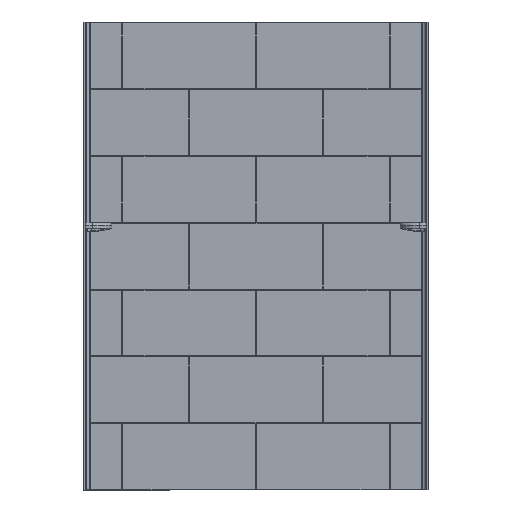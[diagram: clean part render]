
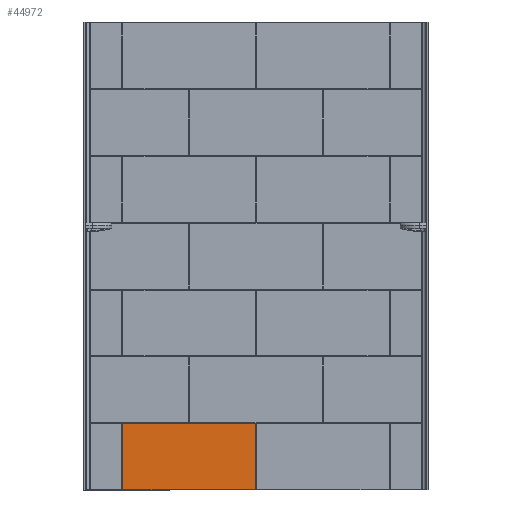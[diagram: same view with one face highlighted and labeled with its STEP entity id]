
A CAD part, top view. The second image highlights one B-rep face of the part: STEP entity #44972.
In plain terms, the highlighted planar face has unit normal (0, 0, 1).
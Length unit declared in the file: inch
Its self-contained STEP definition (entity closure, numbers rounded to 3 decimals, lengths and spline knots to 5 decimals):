
#1449 = LINE ( 'NONE', #35401, #59445 ) ;
#1807 = DIRECTION ( 'NONE',  ( 0., -1., 0. ) ) ;
#3114 = CARTESIAN_POINT ( 'NONE',  ( 36.08692, -0.08819, 0.1875 ) ) ;
#3476 = CARTESIAN_POINT ( 'NONE',  ( 36.08556, -0.09055, 0.1875 ) ) ;
#3917 = VERTEX_POINT ( 'NONE', #56714 ) ;
#5328 = CARTESIAN_POINT ( 'NONE',  ( 47.96201, -0.08478, 0.1875 ) ) ;
#5788 = CARTESIAN_POINT ( 'NONE',  ( 36.08478, -23.90636, 0.1875 ) ) ;
#5814 = PLANE ( 'NONE',  #58275 ) ;
#6146 = CARTESIAN_POINT ( 'NONE',  ( 36.08664, -23.91124, 0.1875 ) ) ;
#6863 = CARTESIAN_POINT ( 'NONE',  ( 36.08718, -23.9119, 0.1875 ) ) ;
#7017 = EDGE_LOOP ( 'NONE', ( #9225, #57821, #30904, #23276, #61036, #34060 ) ) ;
#7145 = EDGE_CURVE ( 'NONE', #42142, #64877, #1449, .T. ) ;
#7433 = CARTESIAN_POINT ( 'NONE',  ( 0., -23.91522, 0.1875 ) ) ;
#7919 = EDGE_CURVE ( 'NONE', #69508, #32549, #47176, .T. ) ;
#9225 = ORIENTED_EDGE ( 'NONE', *, *, #7919, .T. ) ;
#10625 = CARTESIAN_POINT ( 'NONE',  ( 36.08478, -0.0945, 0.1875 ) ) ;
#11317 = B_SPLINE_CURVE_WITH_KNOTS ( 'NONE', 3,
 ( #56987, #35283, #41433, #46523, #3476, #3114, #30924, #68550, #52638, #47594 ),
 .UNSPECIFIED., .F., .F.,
 ( 4, 2, 2, 2, 4 ),
 ( 0., 0.12821, 0.33333, 0.66154, 1. ),
 .UNSPECIFIED. ) ;
#11565 = CARTESIAN_POINT ( 'NONE',  ( 36.08876, -23.91336, 0.1875 ) ) ;
#11925 = CARTESIAN_POINT ( 'NONE',  ( 36.09037, -23.91433, 0.1875 ) ) ;
#12275 = CARTESIAN_POINT ( 'NONE',  ( 36.0849, -23.90723, 0.1875 ) ) ;
#12304 = CARTESIAN_POINT ( 'NONE',  ( 0., 0., 0.1875 ) ) ;
#12635 = CARTESIAN_POINT ( 'NONE',  ( 36.08919, -23.91366, 0.1875 ) ) ;
#14566 = CARTESIAN_POINT ( 'NONE',  ( 36.08478, -23.9055, 0.1875 ) ) ;
#23276 = ORIENTED_EDGE ( 'NONE', *, *, #7145, .F. ) ;
#28158 = CARTESIAN_POINT ( 'NONE',  ( 36.08567, -23.90964, 0.1875 ) ) ;
#28566 = LINE ( 'NONE', #40504, #34762 ) ;
#29456 = VECTOR ( 'NONE', #63784, 39.37008 ) ;
#29794 = DIRECTION ( 'NONE',  ( 1., 0., 0. ) ) ;
#30904 = ORIENTED_EDGE ( 'NONE', *, *, #63665, .T. ) ;
#30924 = CARTESIAN_POINT ( 'NONE',  ( 36.08813, -0.08697, 0.1875 ) ) ;
#32549 = VERTEX_POINT ( 'NONE', #14566 ) ;
#33669 = B_SPLINE_CURVE_WITH_KNOTS ( 'NONE', 3,
 ( #45528, #61070, #39739, #61421, #11925, #12635, #11565, #60712, #61769, #67562, #6863, #6146, #56011, #28158, #33936, #12275, #5788, #50232 ),
 .UNSPECIFIED., .F., .F.,
 ( 4, 2, 2, 2, 2, 2, 2, 2, 4 ),
 ( 0., 0.16923, 0.33333, 0.4359, 0.5, 0.5641, 0.66667, 0.83077, 1. ),
 .UNSPECIFIED. ) ;
#33936 = CARTESIAN_POINT ( 'NONE',  ( 36.08535, -23.90887, 0.1875 ) ) ;
#34060 = ORIENTED_EDGE ( 'NONE', *, *, #66840, .F. ) ;
#34762 = VECTOR ( 'NONE', #45226, 39.37008 ) ;
#35283 = CARTESIAN_POINT ( 'NONE',  ( 36.08478, -0.09385, 0.1875 ) ) ;
#35401 = CARTESIAN_POINT ( 'NONE',  ( 47.96201, 0., 0.1875 ) ) ;
#39047 = DIRECTION ( 'NONE',  ( 1., 0., 0. ) ) ;
#39739 = CARTESIAN_POINT ( 'NONE',  ( 36.09277, -23.9151, 0.1875 ) ) ;
#40504 = CARTESIAN_POINT ( 'NONE',  ( 0., -0.08478, 0.1875 ) ) ;
#41433 = CARTESIAN_POINT ( 'NONE',  ( 36.08485, -0.09319, 0.1875 ) ) ;
#42142 = VERTEX_POINT ( 'NONE', #5328 ) ;
#44972 = ADVANCED_FACE ( 'NONE', ( #54968 ), #5814, .T. ) ;
#45129 = VERTEX_POINT ( 'NONE', #59854 ) ;
#45226 = DIRECTION ( 'NONE',  ( -1., 0., 0. ) ) ;
#45528 = CARTESIAN_POINT ( 'NONE',  ( 36.0945, -23.91522, 0.1875 ) ) ;
#46523 = CARTESIAN_POINT ( 'NONE',  ( 36.08519, -0.09153, 0.1875 ) ) ;
#47176 = LINE ( 'NONE', #68138, #29456 ) ;
#47594 = CARTESIAN_POINT ( 'NONE',  ( 36.0945, -0.08478, 0.1875 ) ) ;
#50232 = CARTESIAN_POINT ( 'NONE',  ( 36.08478, -23.9055, 0.1875 ) ) ;
#50711 = CARTESIAN_POINT ( 'NONE',  ( 47.96201, -23.91522, 0.1875 ) ) ;
#52638 = CARTESIAN_POINT ( 'NONE',  ( 36.09279, -0.08478, 0.1875 ) ) ;
#54968 = FACE_OUTER_BOUND ( 'NONE', #7017, .T. ) ;
#56011 = CARTESIAN_POINT ( 'NONE',  ( 36.08635, -23.91081, 0.1875 ) ) ;
#56714 = CARTESIAN_POINT ( 'NONE',  ( 36.0945, -23.91522, 0.1875 ) ) ;
#56930 = LINE ( 'NONE', #7433, #57723 ) ;
#56987 = CARTESIAN_POINT ( 'NONE',  ( 36.08478, -0.0945, 0.1875 ) ) ;
#57723 = VECTOR ( 'NONE', #29794, 39.37008 ) ;
#57821 = ORIENTED_EDGE ( 'NONE', *, *, #59220, .F. ) ;
#58275 = AXIS2_PLACEMENT_3D ( 'NONE', #12304, #66873, #39047 ) ;
#59220 = EDGE_CURVE ( 'NONE', #3917, #32549, #33669, .T. ) ;
#59445 = VECTOR ( 'NONE', #1807, 39.37008 ) ;
#59854 = CARTESIAN_POINT ( 'NONE',  ( 36.0945, -0.08478, 0.1875 ) ) ;
#60712 = CARTESIAN_POINT ( 'NONE',  ( 36.0881, -23.91282, 0.1875 ) ) ;
#61036 = ORIENTED_EDGE ( 'NONE', *, *, #65310, .T. ) ;
#61070 = CARTESIAN_POINT ( 'NONE',  ( 36.09364, -23.91522, 0.1875 ) ) ;
#61421 = CARTESIAN_POINT ( 'NONE',  ( 36.09114, -23.91465, 0.1875 ) ) ;
#61769 = CARTESIAN_POINT ( 'NONE',  ( 36.08786, -23.9126, 0.1875 ) ) ;
#63665 = EDGE_CURVE ( 'NONE', #3917, #64877, #56930, .T. ) ;
#63784 = DIRECTION ( 'NONE',  ( 0., -1., 0. ) ) ;
#64877 = VERTEX_POINT ( 'NONE', #50711 ) ;
#65310 = EDGE_CURVE ( 'NONE', #42142, #45129, #28566, .T. ) ;
#66840 = EDGE_CURVE ( 'NONE', #69508, #45129, #11317, .T. ) ;
#66873 = DIRECTION ( 'NONE',  ( 0., 0., 1. ) ) ;
#67562 = CARTESIAN_POINT ( 'NONE',  ( 36.0874, -23.91214, 0.1875 ) ) ;
#68138 = CARTESIAN_POINT ( 'NONE',  ( 36.08478, 0., 0.1875 ) ) ;
#68550 = CARTESIAN_POINT ( 'NONE',  ( 36.09106, -0.08525, 0.1875 ) ) ;
#69508 = VERTEX_POINT ( 'NONE', #10625 ) ;
